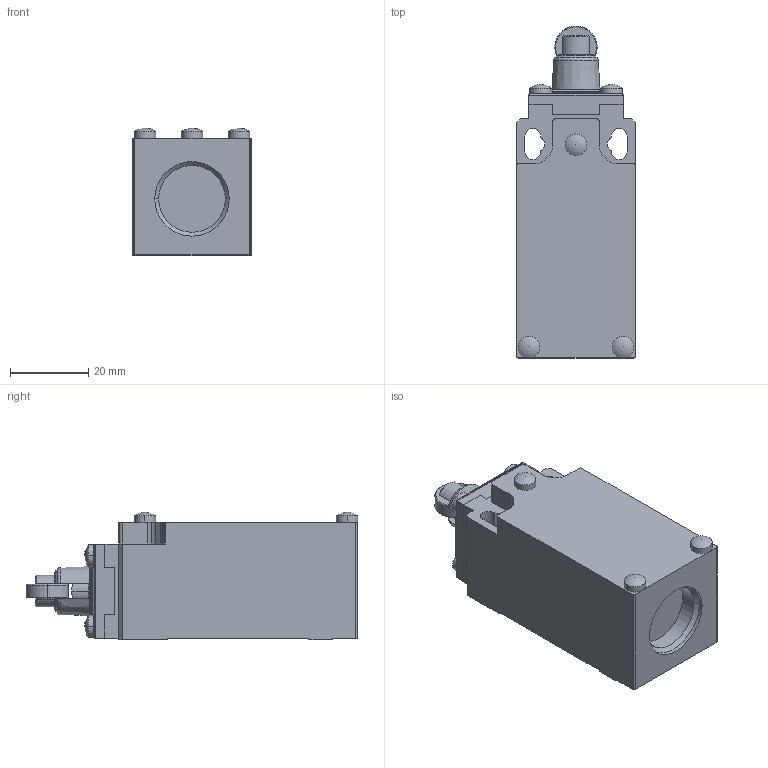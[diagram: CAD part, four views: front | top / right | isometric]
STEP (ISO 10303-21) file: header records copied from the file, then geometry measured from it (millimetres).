
FILE_DESCRIPTION (( 'STEP AP214' ), '1' );
FILE_NAME ('AAM2F12Z11.step', '2019-09-05T21:03:22', ( '' ), ( '' ), 'SwSTEP 2.0', 'SolidWorks 2018', '' );
FILE_SCHEMA (( 'AUTOMOTIVE_DESIGN' ));
Length unit declared in the file: inch
Products named in the file (1): AAM2F12Z11
Bounding box: 30.3 x 84.6 x 32.5 mm (x, y, z)
Volume: 56332.8 mm3; surface area: 14004.4 mm2
Topology: 4 solids, 4 shells, 208 faces, 560 edges, 365 vertices
Faces by surface type: plane 96, cylinder 85, sphere 11, torus 8, cone 8
Entity records: 9287 total; most frequent: CARTESIAN_POINT 1225, DIRECTION 1136, ORIENTED_EDGE 1108, EDGE_CURVE 554, AXIS2_PLACEMENT_3D 409, VERTEX_POINT 362, VECTOR 318, LINE 318
